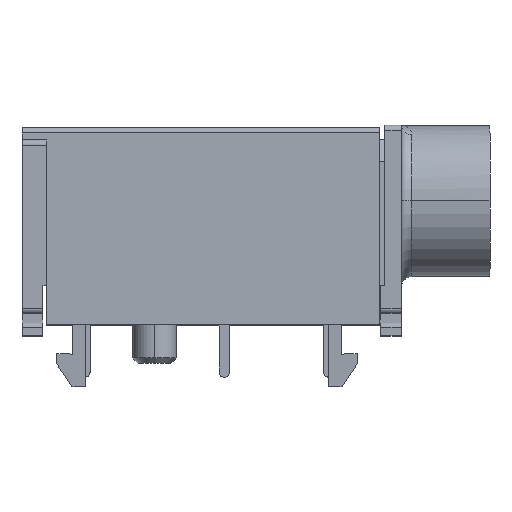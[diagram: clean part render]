
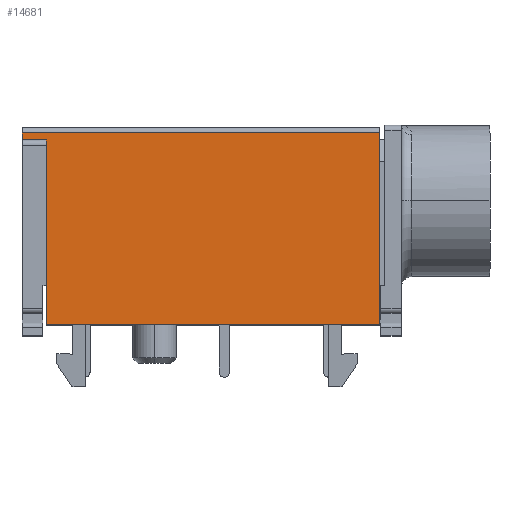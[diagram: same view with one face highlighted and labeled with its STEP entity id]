
A CAD part, top view. The second image highlights one B-rep face of the part: STEP entity #14681.
In plain terms, the highlighted planar face has unit normal (0, 0, 1).
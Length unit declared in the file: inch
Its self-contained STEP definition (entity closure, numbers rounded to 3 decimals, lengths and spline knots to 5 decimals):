
#139 = VECTOR ( 'NONE', #6842, 39.37008 ) ;
#235 = VERTEX_POINT ( 'NONE', #2134 ) ;
#725 = VECTOR ( 'NONE', #1162, 39.37008 ) ;
#1162 = DIRECTION ( 'NONE',  ( 0., 1., 0. ) ) ;
#2134 = CARTESIAN_POINT ( 'NONE',  ( -0.063, 0.195, 0.305 ) ) ;
#2668 = DIRECTION ( 'NONE',  ( 0., 1., 0. ) ) ;
#3147 = CARTESIAN_POINT ( 'NONE',  ( -0.063, 0.195, 0.305 ) ) ;
#3578 = VERTEX_POINT ( 'NONE', #20247 ) ;
#3780 = LINE ( 'NONE', #12885, #12815 ) ;
#4197 = CARTESIAN_POINT ( 'NONE',  ( -1.018, 0.195, 0.305 ) ) ;
#4251 = EDGE_CURVE ( 'NONE', #6076, #235, #15082, .T. ) ;
#4328 = CARTESIAN_POINT ( 'NONE',  ( -1.018, 0.175, 0.305 ) ) ;
#4462 = DIRECTION ( 'NONE',  ( 0., 1., 0. ) ) ;
#4530 = EDGE_CURVE ( 'NONE', #21237, #6076, #19491, .T. ) ;
#6076 = VERTEX_POINT ( 'NONE', #10112 ) ;
#6589 = CARTESIAN_POINT ( 'NONE',  ( -1.088, 0.195, 0.305 ) ) ;
#6842 = DIRECTION ( 'NONE',  ( 0., 1., 0. ) ) ;
#7261 = EDGE_CURVE ( 'NONE', #13130, #235, #18300, .T. ) ;
#7460 = DIRECTION ( 'NONE',  ( 1., 0., 0. ) ) ;
#8233 = PLANE ( 'NONE',  #16964 ) ;
#8767 = LINE ( 'NONE', #4197, #22241 ) ;
#9400 = CARTESIAN_POINT ( 'NONE',  ( -1.088, 0.175, 0.305 ) ) ;
#9483 = VERTEX_POINT ( 'NONE', #9400 ) ;
#9587 = VECTOR ( 'NONE', #18658, 39.37008 ) ;
#10007 = DIRECTION ( 'NONE',  ( -1., 0., 0. ) ) ;
#10112 = CARTESIAN_POINT ( 'NONE',  ( -0.063, -0.355, 0.305 ) ) ;
#10652 = VECTOR ( 'NONE', #15237, 39.37008 ) ;
#10894 = EDGE_CURVE ( 'NONE', #22935, #21144, #8767, .T. ) ;
#11217 = LINE ( 'NONE', #16982, #10652 ) ;
#11892 = ORIENTED_EDGE ( 'NONE', *, *, #4251, .T. ) ;
#11928 = ORIENTED_EDGE ( 'NONE', *, *, #7261, .F. ) ;
#11947 = EDGE_LOOP ( 'NONE', ( #11892, #11928, #12055, #12196, #12294, #12506, #12587, #12640 ) ) ;
#12017 = CARTESIAN_POINT ( 'NONE',  ( -1.088, 0.175, 0.305 ) ) ;
#12055 = ORIENTED_EDGE ( 'NONE', *, *, #17358, .F. ) ;
#12196 = ORIENTED_EDGE ( 'NONE', *, *, #18761, .T. ) ;
#12294 = ORIENTED_EDGE ( 'NONE', *, *, #10894, .F. ) ;
#12506 = ORIENTED_EDGE ( 'NONE', *, *, #18322, .F. ) ;
#12587 = ORIENTED_EDGE ( 'NONE', *, *, #17207, .F. ) ;
#12640 = ORIENTED_EDGE ( 'NONE', *, *, #4530, .T. ) ;
#12815 = VECTOR ( 'NONE', #23376, 39.37008 ) ;
#12885 = CARTESIAN_POINT ( 'NONE',  ( -1.088, 0.175, 0.305 ) ) ;
#13130 = VERTEX_POINT ( 'NONE', #6589 ) ;
#13425 = CARTESIAN_POINT ( 'NONE',  ( -1.018, 0.195, 0.305 ) ) ;
#14216 = LINE ( 'NONE', #12017, #139 ) ;
#14681 = ADVANCED_FACE ( 'NONE', ( #20887 ), #8233, .F. ) ;
#15082 = LINE ( 'NONE', #3147, #22706 ) ;
#15237 = DIRECTION ( 'NONE',  ( 0., 1., 0. ) ) ;
#16512 = CARTESIAN_POINT ( 'NONE',  ( -1.018, 0.16829, 0.305 ) ) ;
#16964 = AXIS2_PLACEMENT_3D ( 'NONE', #13425, #20530, #10007 ) ;
#16982 = CARTESIAN_POINT ( 'NONE',  ( -1.018, 0.195, 0.305 ) ) ;
#17207 = EDGE_CURVE ( 'NONE', #21237, #3578, #11217, .T. ) ;
#17358 = EDGE_CURVE ( 'NONE', #9483, #13130, #14216, .T. ) ;
#17722 = VECTOR ( 'NONE', #7460, 39.37008 ) ;
#18300 = LINE ( 'NONE', #23175, #17722 ) ;
#18322 = EDGE_CURVE ( 'NONE', #3578, #22935, #18411, .T. ) ;
#18411 = LINE ( 'NONE', #19261, #725 ) ;
#18658 = DIRECTION ( 'NONE',  ( 1., 0., 0. ) ) ;
#18761 = EDGE_CURVE ( 'NONE', #9483, #21144, #3780, .T. ) ;
#19261 = CARTESIAN_POINT ( 'NONE',  ( -1.018, 0.195, 0.305 ) ) ;
#19458 = CARTESIAN_POINT ( 'NONE',  ( -1.018, -0.355, 0.305 ) ) ;
#19491 = LINE ( 'NONE', #19458, #9587 ) ;
#20247 = CARTESIAN_POINT ( 'NONE',  ( -1.018, -0.242, 0.305 ) ) ;
#20530 = DIRECTION ( 'NONE',  ( 0., 0., -1. ) ) ;
#20887 = FACE_OUTER_BOUND ( 'NONE', #11947, .T. ) ;
#21144 = VERTEX_POINT ( 'NONE', #4328 ) ;
#21237 = VERTEX_POINT ( 'NONE', #22453 ) ;
#22241 = VECTOR ( 'NONE', #4462, 39.37008 ) ;
#22453 = CARTESIAN_POINT ( 'NONE',  ( -1.018, -0.355, 0.305 ) ) ;
#22706 = VECTOR ( 'NONE', #2668, 39.37008 ) ;
#22935 = VERTEX_POINT ( 'NONE', #16512 ) ;
#23175 = CARTESIAN_POINT ( 'NONE',  ( -1.018, 0.195, 0.305 ) ) ;
#23376 = DIRECTION ( 'NONE',  ( 1., 0., 0. ) ) ;
